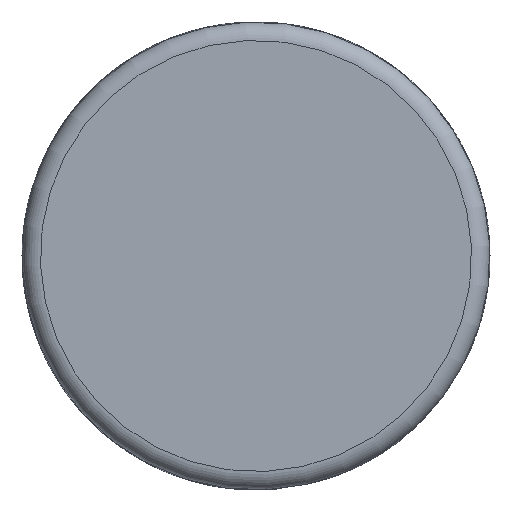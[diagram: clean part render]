
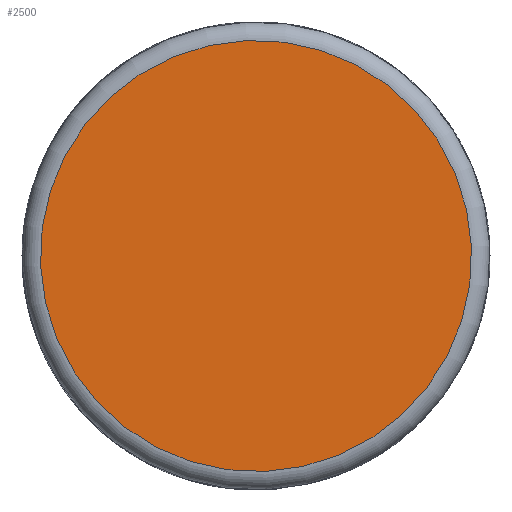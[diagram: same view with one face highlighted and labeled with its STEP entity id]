
A CAD part, left-side view. The second image highlights one B-rep face of the part: STEP entity #2500.
In plain terms, the highlighted planar face has unit normal (-1, 0, 0).
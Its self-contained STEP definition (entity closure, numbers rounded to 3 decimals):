
#2321=CARTESIAN_POINT('',(-2.3,1.528,-11.65));
#2322=VERTEX_POINT('',#2321);
#2323=CARTESIAN_POINT('',(-2.3,0.,0.));
#2324=DIRECTION('',(1.0,0.,0.));
#2325=DIRECTION('',(0.,-0.13,0.992));
#2326=AXIS2_PLACEMENT_3D('',#2323,#2324,#2325);
#2327=CIRCLE('',#2326,11.75);
#2328=EDGE_CURVE('',#2322,#2322,#2327,.T.);
#2492=CARTESIAN_POINT('',(-2.3,1.422,-10.845));
#2493=DIRECTION('',(-1.0,0.0,0.0));
#2494=DIRECTION('',(0.0,0.992,0.13));
#2495=AXIS2_PLACEMENT_3D('',#2492,#2493,#2494);
#2496=PLANE('',#2495);
#2497=ORIENTED_EDGE('',*,*,#2328,.F.);
#2498=EDGE_LOOP('',(#2497));
#2499=FACE_OUTER_BOUND('',#2498,.T.);
#2500=ADVANCED_FACE('',(#2499),#2496,.T.);
